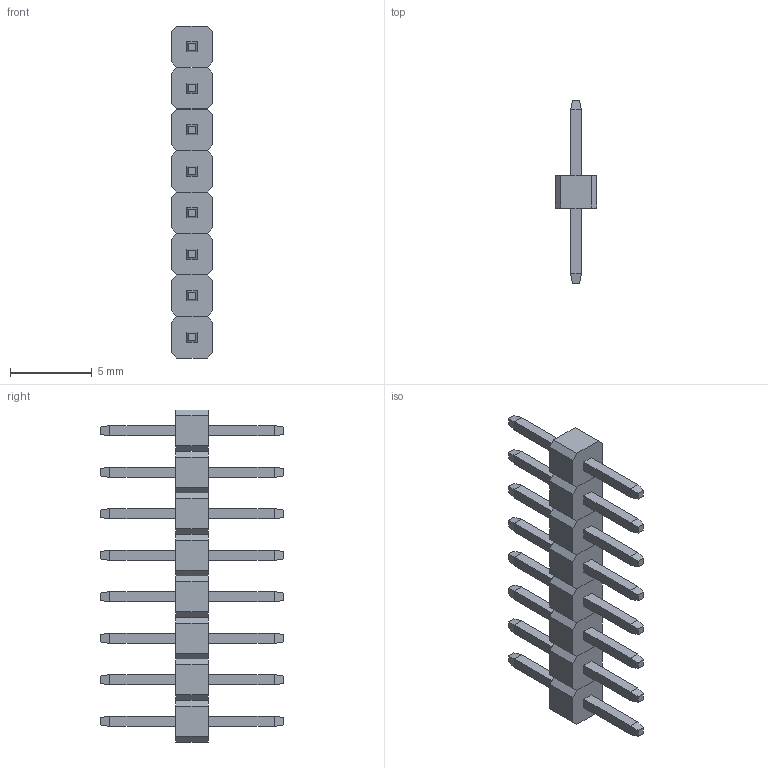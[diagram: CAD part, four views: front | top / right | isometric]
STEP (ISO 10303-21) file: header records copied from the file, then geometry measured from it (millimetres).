
FILE_DESCRIPTION (( 'STEP AP214' ), '1' );
FILE_NAME ('Header1x8.STEP', '2024-01-24T17:31:28', ( '' ), ( '' ), 'SwSTEP 2.0', 'SolidWorks 2023', '' );
FILE_SCHEMA (( 'AUTOMOTIVE_DESIGN' ));
Length unit declared in the file: millimetre
Products named in the file (2): Single_pin_header; Header1x8
Assembly tree (8 placements, depth 2):
  Header1x8
    Single_pin_header  x8
Bounding box: 2.54 x 11.2 x 20.32 mm (x, y, z)
Volume: 128.4 mm3; surface area: 430.4 mm2
Topology: 8 solids, 8 shells, 224 faces, 512 edges, 320 vertices
Faces by surface type: plane 224
Entity records: 875 total; most frequent: CARTESIAN_POINT 143, DIRECTION 142, ORIENTED_EDGE 128, LINE 64, EDGE_CURVE 64, VECTOR 64, VERTEX_POINT 40, AXIS2_PLACEMENT_3D 39
